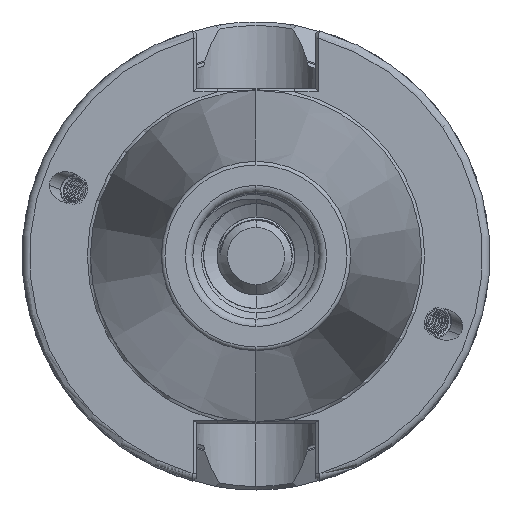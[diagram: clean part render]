
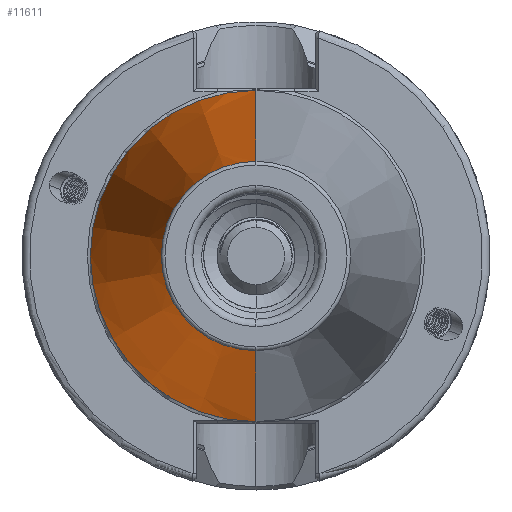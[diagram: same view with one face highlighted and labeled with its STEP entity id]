
A CAD part, left-side view. The second image highlights one B-rep face of the part: STEP entity #11611.
In plain terms, the highlighted conical face has half-angle 8.297 degrees and reference radius 22.298 mm.
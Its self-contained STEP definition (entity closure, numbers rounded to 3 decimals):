
#2534 = DIRECTION ( 'NONE',  ( 0., 0., -1. ) ) ;
#2557 = CARTESIAN_POINT ( 'NONE',  ( -1.5, 0., 0. ) ) ;
#2615 = DIRECTION ( 'NONE',  ( 1., 0., 0. ) ) ;
#2869 = DIRECTION ( 'NONE',  ( 0.99, 0., -0.144 ) ) ;
#2895 = CARTESIAN_POINT ( 'NONE',  ( -1.5, 0., -22.298 ) ) ;
#3229 = CARTESIAN_POINT ( 'NONE',  ( -1.5, 0., 22.298 ) ) ;
#3245 = DIRECTION ( 'NONE',  ( 0.99, 0., 0.144 ) ) ;
#4193 = DIRECTION ( 'NONE',  ( 1., 0., 0. ) ) ;
#4220 = CARTESIAN_POINT ( 'NONE',  ( -66.972, 0., 0. ) ) ;
#4221 = DIRECTION ( 'NONE',  ( 0., 0., -1. ) ) ;
#4976 = CONICAL_SURFACE ( 'NONE', #13461, 22.298, 0.145 ) ;
#4991 = FACE_OUTER_BOUND ( 'NONE', #22989, .T. ) ;
#5355 = LINE ( 'NONE', #2895, #5441 ) ;
#5418 = CIRCLE ( 'NONE', #5693, 12.75 ) ;
#5435 = LINE ( 'NONE', #3229, #5440 ) ;
#5440 = VECTOR ( 'NONE', #3245, 1000. ) ;
#5441 = VECTOR ( 'NONE', #2869, 1000. ) ;
#5481 = CIRCLE ( 'NONE', #5730, 22.298 ) ;
#5693 = AXIS2_PLACEMENT_3D ( 'NONE', #4220, #4193, #4221 ) ;
#5730 = AXIS2_PLACEMENT_3D ( 'NONE', #2557, #2615, #2534 ) ;
#5897 = CARTESIAN_POINT ( 'NONE',  ( -66.972, 0., -12.75 ) ) ;
#5905 = CARTESIAN_POINT ( 'NONE',  ( -1.5, 0., -22.298 ) ) ;
#5906 = CARTESIAN_POINT ( 'NONE',  ( -1.5, 0., 22.298 ) ) ;
#5916 = CARTESIAN_POINT ( 'NONE',  ( -66.972, 0., 12.75 ) ) ;
#8121 = VERTEX_POINT ( 'NONE', #5906 ) ;
#8135 = VERTEX_POINT ( 'NONE', #5897 ) ;
#8151 = VERTEX_POINT ( 'NONE', #5905 ) ;
#8154 = VERTEX_POINT ( 'NONE', #5916 ) ;
#9331 = ORIENTED_EDGE ( 'NONE', *, *, #14093, .F. ) ;
#9362 = ORIENTED_EDGE ( 'NONE', *, *, #14121, .F. ) ;
#9372 = ORIENTED_EDGE ( 'NONE', *, *, #14061, .T. ) ;
#9406 = ORIENTED_EDGE ( 'NONE', *, *, #14036, .T. ) ;
#11611 = ADVANCED_FACE ( 'NONE', ( #4991 ), #4976, .T. ) ;
#13461 = AXIS2_PLACEMENT_3D ( 'NONE', #16931, #16916, #16934 ) ;
#14036 = EDGE_CURVE ( 'NONE', #8135, #8154, #5418, .T. ) ;
#14061 = EDGE_CURVE ( 'NONE', #8154, #8121, #5435, .T. ) ;
#14093 = EDGE_CURVE ( 'NONE', #8151, #8121, #5481, .T. ) ;
#14121 = EDGE_CURVE ( 'NONE', #8135, #8151, #5355, .T. ) ;
#16916 = DIRECTION ( 'NONE',  ( 1., 0., 0. ) ) ;
#16931 = CARTESIAN_POINT ( 'NONE',  ( -1.5, 0., 0. ) ) ;
#16934 = DIRECTION ( 'NONE',  ( 0., 0., -1. ) ) ;
#22989 = EDGE_LOOP ( 'NONE', ( #9406, #9372, #9331, #9362 ) ) ;
